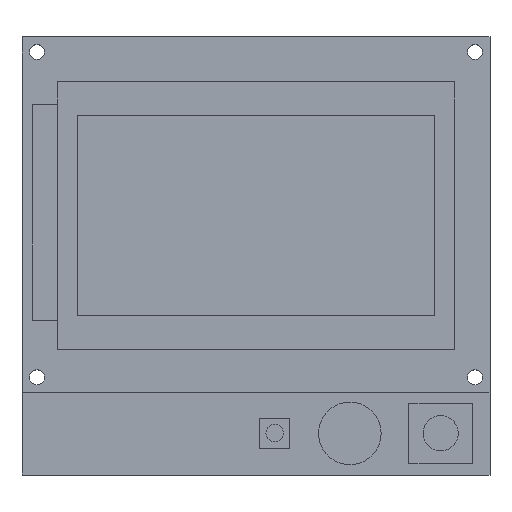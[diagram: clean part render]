
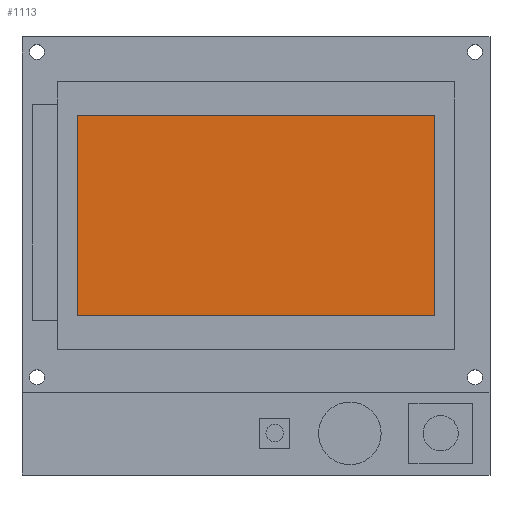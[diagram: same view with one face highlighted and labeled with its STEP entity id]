
A CAD part, top view. The second image highlights one B-rep face of the part: STEP entity #1113.
In plain terms, the highlighted planar face has unit normal (0, 0, 1).
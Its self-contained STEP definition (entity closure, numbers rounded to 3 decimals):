
#89=LINE($,#1714,#209);
#93=LINE($,#1721,#213);
#96=LINE($,#1727,#216);
#98=LINE($,#1730,#218);
#209=VECTOR($,#1410,40.);
#213=VECTOR($,#1416,71.5);
#216=VECTOR($,#1421,40.);
#218=VECTOR($,#1425,71.5);
#292=PLANE($,#1196);
#390=FACE_OUTER_BOUND($,#474,.T.);
#474=EDGE_LOOP($,(#962,#963,#964,#965));
#594=VERTEX_POINT($,#1711);
#595=VERTEX_POINT($,#1713);
#597=VERTEX_POINT($,#1719);
#599=VERTEX_POINT($,#1725);
#720=EDGE_CURVE($,#594,#595,#89,.T.);
#724=EDGE_CURVE($,#597,#594,#93,.T.);
#727=EDGE_CURVE($,#599,#597,#96,.T.);
#729=EDGE_CURVE($,#595,#599,#98,.T.);
#962=ORIENTED_EDGE($,*,*,#729,.F.);
#963=ORIENTED_EDGE($,*,*,#720,.F.);
#964=ORIENTED_EDGE($,*,*,#724,.F.);
#965=ORIENTED_EDGE($,*,*,#727,.F.);
#1113=ADVANCED_FACE($,(#390),#292,.F.);
#1196=AXIS2_PLACEMENT_3D($,#1731,#1426,#1427);
#1410=DIRECTION($,(0.,1.,0.));
#1416=DIRECTION($,(-1.,0.,0.));
#1421=DIRECTION($,(0.,-1.,0.));
#1425=DIRECTION($,(1.,0.,0.));
#1426=DIRECTION('center_axis',(0.,0.,-1.));
#1427=DIRECTION('ref_axis',(-1.,0.,0.));
#1711=CARTESIAN_POINT('',(11.,31.75,14.1));
#1713=CARTESIAN_POINT('',(11.,71.75,14.1));
#1714=CARTESIAN_POINT($,(11.,31.75,14.1));
#1719=CARTESIAN_POINT('',(82.5,31.75,14.1));
#1721=CARTESIAN_POINT($,(82.5,31.75,14.1));
#1725=CARTESIAN_POINT('',(82.5,71.75,14.1));
#1727=CARTESIAN_POINT($,(82.5,71.75,14.1));
#1730=CARTESIAN_POINT($,(11.,71.75,14.1));
#1731=CARTESIAN_POINT('Origin',(46.75,51.75,14.1));
